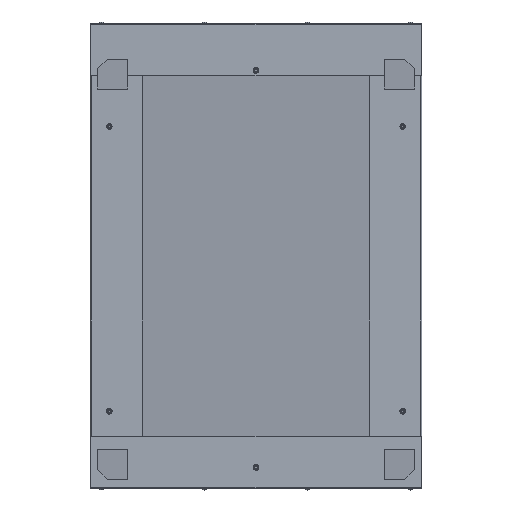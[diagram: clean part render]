
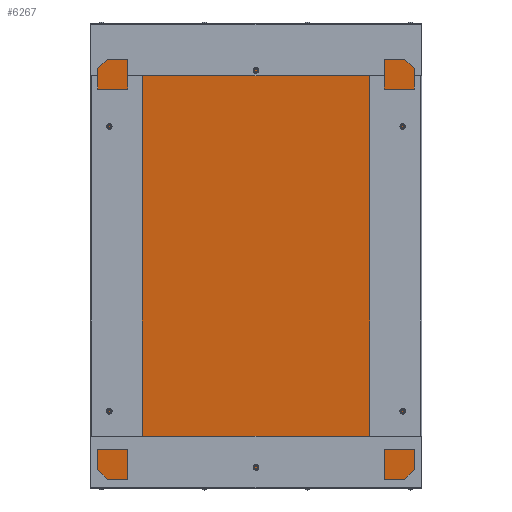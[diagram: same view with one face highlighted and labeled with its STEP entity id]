
A CAD part, front view. The second image highlights one B-rep face of the part: STEP entity #6267.
In plain terms, the highlighted planar face has unit normal (0, -0.994, -0.11).
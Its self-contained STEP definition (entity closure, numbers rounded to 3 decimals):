
#52 = DIRECTION ( 'NONE',  ( 0., -0.11, 0.994 ) ) ;
#437 = DIRECTION ( 'NONE',  ( 0., -0.994, -0.11 ) ) ;
#576 = VERTEX_POINT ( 'NONE', #4255 ) ;
#658 = VERTEX_POINT ( 'NONE', #1160 ) ;
#1015 = DIRECTION ( 'NONE',  ( -1., 0., 0. ) ) ;
#1094 = LINE ( 'NONE', #3177, #1740 ) ;
#1160 = CARTESIAN_POINT ( 'NONE',  ( -318., 19.204, -1.89 ) ) ;
#1188 = AXIS2_PLACEMENT_3D ( 'NONE', #2008, #437, #5031 ) ;
#1249 = DIRECTION ( 'NONE',  ( 0., -0.11, 0.994 ) ) ;
#1259 = LINE ( 'NONE', #6572, #6656 ) ;
#1405 = ORIENTED_EDGE ( 'NONE', *, *, #2291, .T. ) ;
#1487 = CARTESIAN_POINT ( 'NONE',  ( 318., 118.759, -897.89 ) ) ;
#1551 = CARTESIAN_POINT ( 'NONE',  ( -318., 118.759, -897.89 ) ) ;
#1740 = VECTOR ( 'NONE', #1249, 1000. ) ;
#2008 = CARTESIAN_POINT ( 'NONE',  ( 318., 119.006, -900.11 ) ) ;
#2291 = EDGE_CURVE ( 'NONE', #576, #658, #1259, .T. ) ;
#2559 = CARTESIAN_POINT ( 'NONE',  ( 318., 119.006, -900.11 ) ) ;
#2584 = ORIENTED_EDGE ( 'NONE', *, *, #6464, .F. ) ;
#2597 = LINE ( 'NONE', #3600, #3490 ) ;
#2742 = VERTEX_POINT ( 'NONE', #1487 ) ;
#3045 = PLANE ( 'NONE',  #1188 ) ;
#3177 = CARTESIAN_POINT ( 'NONE',  ( -318., 119.006, -900.11 ) ) ;
#3490 = VECTOR ( 'NONE', #1015, 1000. ) ;
#3597 = VECTOR ( 'NONE', #52, 1000. ) ;
#3600 = CARTESIAN_POINT ( 'NONE',  ( 318., 118.759, -897.89 ) ) ;
#3831 = ORIENTED_EDGE ( 'NONE', *, *, #6385, .T. ) ;
#4255 = CARTESIAN_POINT ( 'NONE',  ( 318., 19.204, -1.89 ) ) ;
#4361 = DIRECTION ( 'NONE',  ( -1., 0., 0. ) ) ;
#5031 = DIRECTION ( 'NONE',  ( 0., 0.11, -0.994 ) ) ;
#5065 = VERTEX_POINT ( 'NONE', #1551 ) ;
#5334 = LINE ( 'NONE', #2559, #3597 ) ;
#5547 = FACE_OUTER_BOUND ( 'NONE', #6280, .T. ) ;
#5750 = ORIENTED_EDGE ( 'NONE', *, *, #6472, .F. ) ;
#6267 = ADVANCED_FACE ( 'NONE', ( #5547 ), #3045, .T. ) ;
#6280 = EDGE_LOOP ( 'NONE', ( #5750, #2584, #3831, #1405 ) ) ;
#6385 = EDGE_CURVE ( 'NONE', #2742, #576, #5334, .T. ) ;
#6464 = EDGE_CURVE ( 'NONE', #2742, #5065, #2597, .T. ) ;
#6472 = EDGE_CURVE ( 'NONE', #5065, #658, #1094, .T. ) ;
#6572 = CARTESIAN_POINT ( 'NONE',  ( 318., 19.204, -1.89 ) ) ;
#6656 = VECTOR ( 'NONE', #4361, 1000. ) ;
